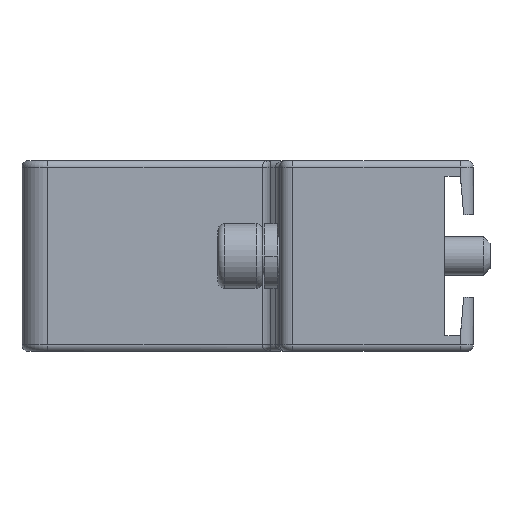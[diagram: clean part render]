
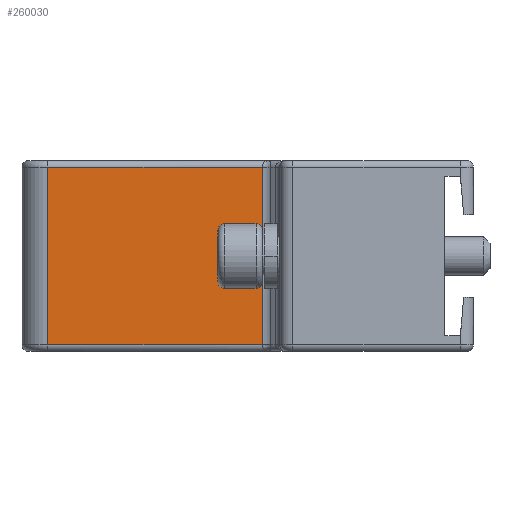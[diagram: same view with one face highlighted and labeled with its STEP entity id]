
A CAD part, left-side view. The second image highlights one B-rep face of the part: STEP entity #260030.
In plain terms, the highlighted planar face has unit normal (-1, 0, 0).
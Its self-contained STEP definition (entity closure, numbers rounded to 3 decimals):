
#35040=CARTESIAN_POINT('',(5.4,84.364,14.3));
#35050=VERTEX_POINT('',#35040);
#42750=CARTESIAN_POINT('',(5.4,101.,0.5));
#42760=VERTEX_POINT('',#42750);
#42790=CARTESIAN_POINT('',(5.4,0.,0.5));
#42800=DIRECTION('',(0.,-1.,0.));
#42810=VECTOR('',#42800,1.);
#42820=LINE('',#42790,#42810);
#42830=CARTESIAN_POINT('',(5.4,84.364,0.5));
#42840=VERTEX_POINT('',#42830);
#42850=EDGE_CURVE('',#42760,#42840,#42820,.T.);
#43850=CARTESIAN_POINT('',(5.4,0.,14.3));
#43860=DIRECTION('',(0.,-1.,0.));
#43870=VECTOR('',#43860,1.);
#43880=LINE('',#43850,#43870);
#43890=CARTESIAN_POINT('',(5.4,101.,14.3));
#43900=VERTEX_POINT('',#43890);
#43910=EDGE_CURVE('',#43900,#35050,#43880,.T.);
#259820=CARTESIAN_POINT('',(5.4,83.,0.));
#259830=DIRECTION('',(-1.,0.,0.));
#259840=DIRECTION('',(0.,1.,0.));
#259850=AXIS2_PLACEMENT_3D('',#259820,#259830,#259840);
#259860=PLANE('',#259850);
#259870=ORIENTED_EDGE('',*,*,#42850,.T.);
#259880=CARTESIAN_POINT('',(5.4,101.,0.));
#259890=DIRECTION('',(0.,0.,1.));
#259900=VECTOR('',#259890,1.);
#259910=LINE('',#259880,#259900);
#259920=EDGE_CURVE('',#42760,#43900,#259910,.T.);
#259930=ORIENTED_EDGE('',*,*,#259920,.F.);
#259940=ORIENTED_EDGE('',*,*,#43910,.F.);
#259950=CARTESIAN_POINT('',(5.4,84.364,0.));
#259960=DIRECTION('',(0.,0.,-1.));
#259970=VECTOR('',#259960,1.);
#259980=LINE('',#259950,#259970);
#259990=EDGE_CURVE('',#35050,#42840,#259980,.T.);
#260000=ORIENTED_EDGE('',*,*,#259990,.F.);
#260010=EDGE_LOOP('',(#260000,#259940,#259930,#259870));
#260020=FACE_OUTER_BOUND('',#260010,.T.);
#260030=ADVANCED_FACE('',(#260020),#259860,.T.);
